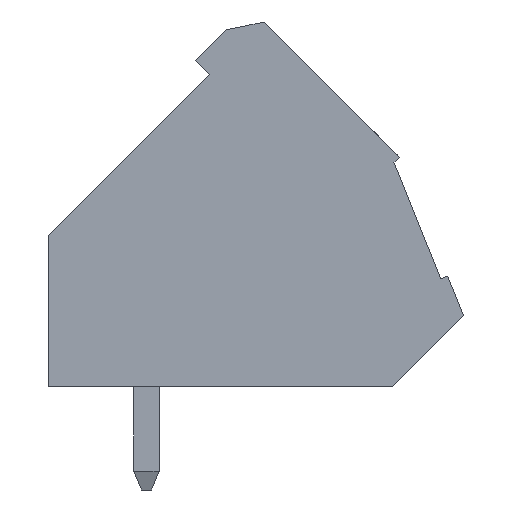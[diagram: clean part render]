
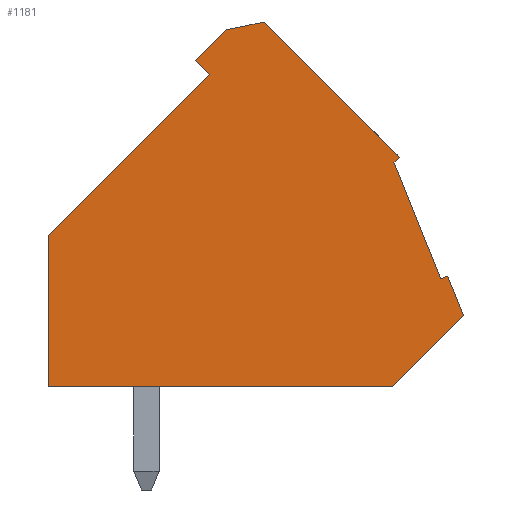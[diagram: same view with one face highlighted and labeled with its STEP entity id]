
A CAD part, left-side view. The second image highlights one B-rep face of the part: STEP entity #1181.
In plain terms, the highlighted planar face has unit normal (-1, 0, 0).
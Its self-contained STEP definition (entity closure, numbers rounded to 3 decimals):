
#1181 = ADVANCED_FACE( '', ( #2981 ), #2982, .F. );
#2981 = FACE_OUTER_BOUND( '', #5515, .T. );
#2982 = PLANE( '', #5516 );
#5515 = EDGE_LOOP( '', ( #8420, #8421, #8422, #8423, #8424, #8425, #8426, #8427, #8428, #8429, #8430, #8431 ) );
#5516 = AXIS2_PLACEMENT_3D( '', #8432, #8433, #8434 );
#8420 = ORIENTED_EDGE( '', *, *, #16188, .F. );
#8421 = ORIENTED_EDGE( '', *, *, #16189, .F. );
#8422 = ORIENTED_EDGE( '', *, *, #16190, .F. );
#8423 = ORIENTED_EDGE( '', *, *, #16191, .F. );
#8424 = ORIENTED_EDGE( '', *, *, #16192, .F. );
#8425 = ORIENTED_EDGE( '', *, *, #16193, .F. );
#8426 = ORIENTED_EDGE( '', *, *, #16194, .F. );
#8427 = ORIENTED_EDGE( '', *, *, #16195, .F. );
#8428 = ORIENTED_EDGE( '', *, *, #16196, .F. );
#8429 = ORIENTED_EDGE( '', *, *, #16197, .F. );
#8430 = ORIENTED_EDGE( '', *, *, #16198, .F. );
#8431 = ORIENTED_EDGE( '', *, *, #16199, .F. );
#8432 = CARTESIAN_POINT( '', ( -48.96, 0., 0. ) );
#8433 = DIRECTION( '', ( 1., 0., 0. ) );
#8434 = DIRECTION( '', ( 0., 0., -1. ) );
#16188 = EDGE_CURVE( '', #19655, #19656, #19657, .T. );
#16189 = EDGE_CURVE( '', #19658, #19655, #19659, .T. );
#16190 = EDGE_CURVE( '', #19660, #19658, #19661, .T. );
#16191 = EDGE_CURVE( '', #19662, #19660, #19663, .T. );
#16192 = EDGE_CURVE( '', #19664, #19662, #19665, .T. );
#16193 = EDGE_CURVE( '', #19666, #19664, #19667, .T. );
#16194 = EDGE_CURVE( '', #19668, #19666, #19669, .T. );
#16195 = EDGE_CURVE( '', #19670, #19668, #19671, .T. );
#16196 = EDGE_CURVE( '', #19672, #19670, #19673, .T. );
#16197 = EDGE_CURVE( '', #19674, #19672, #19675, .T. );
#16198 = EDGE_CURVE( '', #19676, #19674, #19677, .T. );
#16199 = EDGE_CURVE( '', #19656, #19676, #19678, .T. );
#19655 = VERTEX_POINT( '', #24700 );
#19656 = VERTEX_POINT( '', #24701 );
#19657 = LINE( '', #24702, #24703 );
#19658 = VERTEX_POINT( '', #24704 );
#19659 = LINE( '', #24705, #24706 );
#19660 = VERTEX_POINT( '', #24707 );
#19661 = LINE( '', #24708, #24709 );
#19662 = VERTEX_POINT( '', #24710 );
#19663 = LINE( '', #24711, #24712 );
#19664 = VERTEX_POINT( '', #24713 );
#19665 = LINE( '', #24714, #24715 );
#19666 = VERTEX_POINT( '', #24716 );
#19667 = LINE( '', #24717, #24718 );
#19668 = VERTEX_POINT( '', #24719 );
#19669 = LINE( '', #24720, #24721 );
#19670 = VERTEX_POINT( '', #24722 );
#19671 = LINE( '', #24723, #24724 );
#19672 = VERTEX_POINT( '', #24725 );
#19673 = LINE( '', #24726, #24727 );
#19674 = VERTEX_POINT( '', #24728 );
#19675 = LINE( '', #24729, #24730 );
#19676 = VERTEX_POINT( '', #24731 );
#19677 = LINE( '', #24732, #24733 );
#19678 = LINE( '', #24734, #24735 );
#24700 = CARTESIAN_POINT( '', ( -48.96, -9.664, -0.172 ) );
#24701 = CARTESIAN_POINT( '', ( -48.96, -6.836, -3. ) );
#24702 = CARTESIAN_POINT( '', ( -48.96, -9.664, -0.172 ) );
#24703 = VECTOR( '', #31078, 1000. );
#24704 = CARTESIAN_POINT( '', ( -48.96, -9.031, 1.406 ) );
#24705 = CARTESIAN_POINT( '', ( -48.96, -9.031, 1.406 ) );
#24706 = VECTOR( '', #31079, 1000. );
#24707 = CARTESIAN_POINT( '', ( -48.96, -8.752, 1.294 ) );
#24708 = CARTESIAN_POINT( '', ( -48.96, -8.752, 1.294 ) );
#24709 = VECTOR( '', #31080, 1000. );
#24710 = CARTESIAN_POINT( '', ( -48.96, -6.897, 5.914 ) );
#24711 = CARTESIAN_POINT( '', ( -48.96, -6.897, 5.914 ) );
#24712 = VECTOR( '', #31081, 1000. );
#24713 = CARTESIAN_POINT( '', ( -48.96, -7.109, 6.126 ) );
#24714 = CARTESIAN_POINT( '', ( -48.96, -7.109, 6.126 ) );
#24715 = VECTOR( '', #31082, 1000. );
#24716 = CARTESIAN_POINT( '', ( -48.96, -1.735, 11.5 ) );
#24717 = CARTESIAN_POINT( '', ( -48.96, -1.735, 11.5 ) );
#24718 = VECTOR( '', #31083, 1000. );
#24719 = CARTESIAN_POINT( '', ( -48.96, -0.215, 11.182 ) );
#24720 = CARTESIAN_POINT( '', ( -48.96, -0.215, 11.182 ) );
#24721 = VECTOR( '', #31084, 1000. );
#24722 = CARTESIAN_POINT( '', ( -48.96, 0.987, 9.98 ) );
#24723 = CARTESIAN_POINT( '', ( -48.96, 0.987, 9.98 ) );
#24724 = VECTOR( '', #31085, 1000. );
#24725 = CARTESIAN_POINT( '', ( -48.96, 0.422, 9.414 ) );
#24726 = CARTESIAN_POINT( '', ( -48.96, 0.422, 9.414 ) );
#24727 = VECTOR( '', #31086, 1000. );
#24728 = CARTESIAN_POINT( '', ( -48.96, 6.836, 3. ) );
#24729 = CARTESIAN_POINT( '', ( -48.96, 6.836, 3. ) );
#24730 = VECTOR( '', #31087, 1000. );
#24731 = CARTESIAN_POINT( '', ( -48.96, 6.836, -3. ) );
#24732 = CARTESIAN_POINT( '', ( -48.96, 6.836, -3. ) );
#24733 = VECTOR( '', #31088, 1000. );
#24734 = CARTESIAN_POINT( '', ( -48.96, -6.836, -3. ) );
#24735 = VECTOR( '', #31089, 1000. );
#31078 = DIRECTION( '', ( 0., 0.707, -0.707 ) );
#31079 = DIRECTION( '', ( 0., -0.373, -0.928 ) );
#31080 = DIRECTION( '', ( 0., -0.928, 0.373 ) );
#31081 = DIRECTION( '', ( 0., -0.373, -0.928 ) );
#31082 = DIRECTION( '', ( 0., 0.707, -0.707 ) );
#31083 = DIRECTION( '', ( 0., -0.707, -0.707 ) );
#31084 = DIRECTION( '', ( 0., -0.979, 0.205 ) );
#31085 = DIRECTION( '', ( 0., -0.707, 0.707 ) );
#31086 = DIRECTION( '', ( 0., 0.707, 0.707 ) );
#31087 = DIRECTION( '', ( 0., -0.707, 0.707 ) );
#31088 = DIRECTION( '', ( 0., 0., 1. ) );
#31089 = DIRECTION( '', ( 0., 1., 0. ) );
